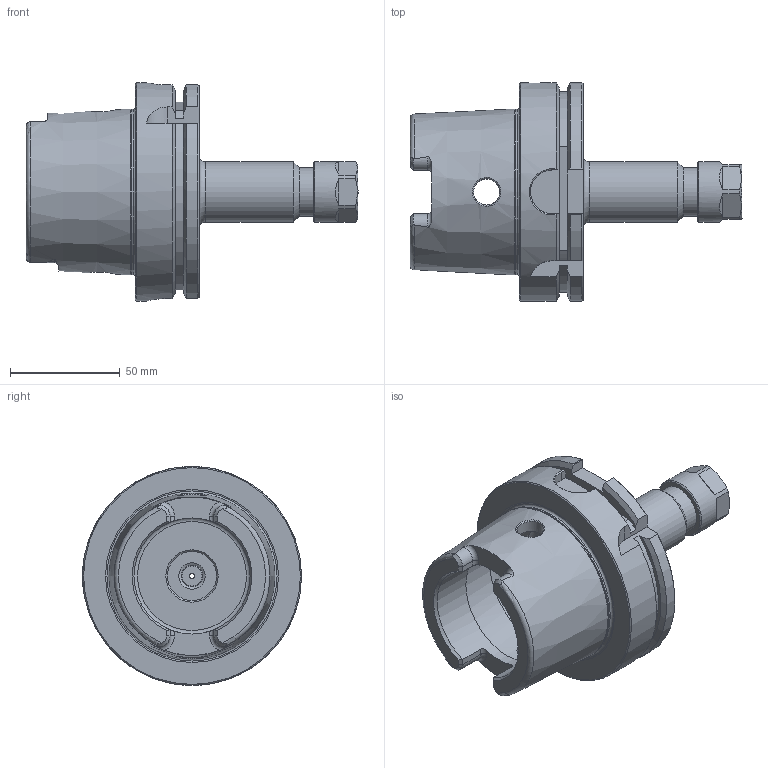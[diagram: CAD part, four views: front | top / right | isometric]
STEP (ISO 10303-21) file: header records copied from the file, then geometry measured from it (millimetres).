
FILE_DESCRIPTION((''),'2;1');
FILE_NAME('H100-16ER416CN.stp','2014-08-07T13:05:40',('kaykin'),(''),'Autodesk Inventor 2012','Autodesk Inventor 2012','');
FILE_SCHEMA(('AUTOMOTIVE_DESIGN { 1 0 10303 214 1 1 1 1 }'));
Length unit declared in the file: inch
Products named in the file (5): H100-16ER416CN; H100-16ER4-1; BS-20; 16ERHPN
Assembly tree (4 placements, depth 3):
  H100-16ER416CN
    H100-16ER4-1
      H100-16ER4-1
      BS-20
    16ERHPN
Bounding box: 151.6 x 100 x 100 mm (x, y, z)
Volume: 287294.5 mm3; surface area: 62306.2 mm2
Topology: 4 solids, 4 shells, 188 faces, 456 edges, 285 vertices
Faces by surface type: plane 73, cylinder 49, cone 37, torus 18, bspline 11
Full cylindrical faces by diameter (mm): 2.286 x1, 9.462 x1, 9.728 x1, 10 x1, 10.973 x1, 11.176 x1, 11.989 x1, 12 x3, 12.04 x1, 16.002 x1, 17.01 x1, 17.112 x1, 17.272 x1, 20.066 x1, 20.168 x1, 20.676 x1, 22 x1, 22.377 x1, 22.428 x1, 25.016 x1, 27.432 x1, 27.737 x1, 53 x2, 63 x1, 75.364 x1, 100 x1
Entity records: 6123 total; most frequent: CARTESIAN_POINT 1909, DIRECTION 807, ORIENTED_EDGE 752, EDGE_CURVE 376, AXIS2_PLACEMENT_3D 341, EDGE_LOOP 273, VERTEX_POINT 269, FACE_OUTER_BOUND 188
